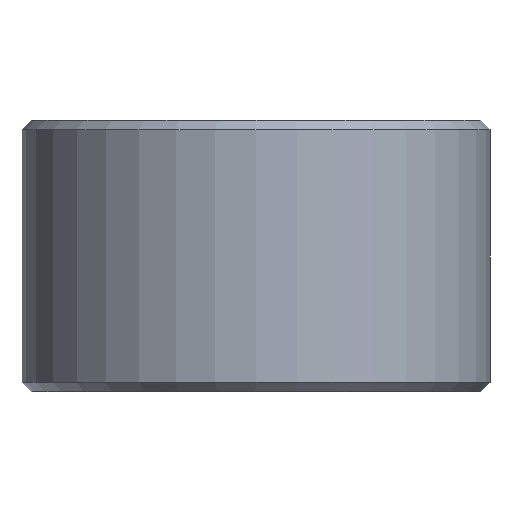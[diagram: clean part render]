
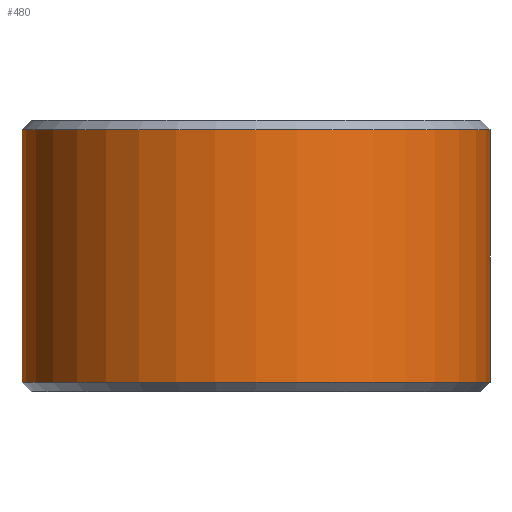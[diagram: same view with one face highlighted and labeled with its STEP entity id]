
A CAD part, front view. The second image highlights one B-rep face of the part: STEP entity #480.
In plain terms, the highlighted cylindrical face has radius 5 mm (diameter 10 mm), a partial arc.
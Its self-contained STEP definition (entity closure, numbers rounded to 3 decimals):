
#75 = LINE ( 'NONE', #1331, #532 ) ;
#92 = CIRCLE ( 'NONE', #1229, 5. ) ;
#94 = CARTESIAN_POINT ( 'NONE',  ( -5., 0., 2.7 ) ) ;
#120 = CARTESIAN_POINT ( 'NONE',  ( 0., 0., 2.9 ) ) ;
#136 = VERTEX_POINT ( 'NONE', #418 ) ;
#249 = AXIS2_PLACEMENT_3D ( 'NONE', #1606, #295, #577 ) ;
#295 = DIRECTION ( 'NONE',  ( 0., 0., -1. ) ) ;
#302 = FACE_OUTER_BOUND ( 'NONE', #464, .T. ) ;
#376 = ORIENTED_EDGE ( 'NONE', *, *, #641, .F. ) ;
#395 = DIRECTION ( 'NONE',  ( 1., 0., 0. ) ) ;
#418 = CARTESIAN_POINT ( 'NONE',  ( -5., 0., -2.7 ) ) ;
#464 = EDGE_LOOP ( 'NONE', ( #376, #727, #1417, #1027 ) ) ;
#480 = ADVANCED_FACE ( 'NONE', ( #302 ), #612, .T. ) ;
#532 = VECTOR ( 'NONE', #1190, 1000. ) ;
#557 = DIRECTION ( 'NONE',  ( 0., 0., -1. ) ) ;
#577 = DIRECTION ( 'NONE',  ( 1., 0., 0. ) ) ;
#580 = EDGE_CURVE ( 'NONE', #1361, #1208, #1773, .T. ) ;
#604 = CARTESIAN_POINT ( 'NONE',  ( 5., 0., 2.7 ) ) ;
#612 = CYLINDRICAL_SURFACE ( 'NONE', #1348, 5. ) ;
#641 = EDGE_CURVE ( 'NONE', #1361, #1271, #1913, .T. ) ;
#727 = ORIENTED_EDGE ( 'NONE', *, *, #580, .T. ) ;
#983 = CARTESIAN_POINT ( 'NONE',  ( 0., 0., -2.7 ) ) ;
#1027 = ORIENTED_EDGE ( 'NONE', *, *, #1491, .T. ) ;
#1083 = DIRECTION ( 'NONE',  ( 0., 0., -1. ) ) ;
#1091 = DIRECTION ( 'NONE',  ( -1., 0., 0. ) ) ;
#1190 = DIRECTION ( 'NONE',  ( 0., 0., -1. ) ) ;
#1208 = VERTEX_POINT ( 'NONE', #94 ) ;
#1229 = AXIS2_PLACEMENT_3D ( 'NONE', #983, #1565, #395 ) ;
#1259 = EDGE_CURVE ( 'NONE', #1208, #136, #75, .T. ) ;
#1271 = VERTEX_POINT ( 'NONE', #1478 ) ;
#1331 = CARTESIAN_POINT ( 'NONE',  ( -5., 0., 2.9 ) ) ;
#1348 = AXIS2_PLACEMENT_3D ( 'NONE', #120, #1083, #1091 ) ;
#1361 = VERTEX_POINT ( 'NONE', #604 ) ;
#1417 = ORIENTED_EDGE ( 'NONE', *, *, #1259, .T. ) ;
#1430 = CARTESIAN_POINT ( 'NONE',  ( 5., 0., 2.9 ) ) ;
#1478 = CARTESIAN_POINT ( 'NONE',  ( 5., 0., -2.7 ) ) ;
#1491 = EDGE_CURVE ( 'NONE', #136, #1271, #92, .T. ) ;
#1524 = VECTOR ( 'NONE', #557, 1000. ) ;
#1565 = DIRECTION ( 'NONE',  ( 0., 0., 1. ) ) ;
#1606 = CARTESIAN_POINT ( 'NONE',  ( 0., 0., 2.7 ) ) ;
#1773 = CIRCLE ( 'NONE', #249, 5. ) ;
#1913 = LINE ( 'NONE', #1430, #1524 ) ;
